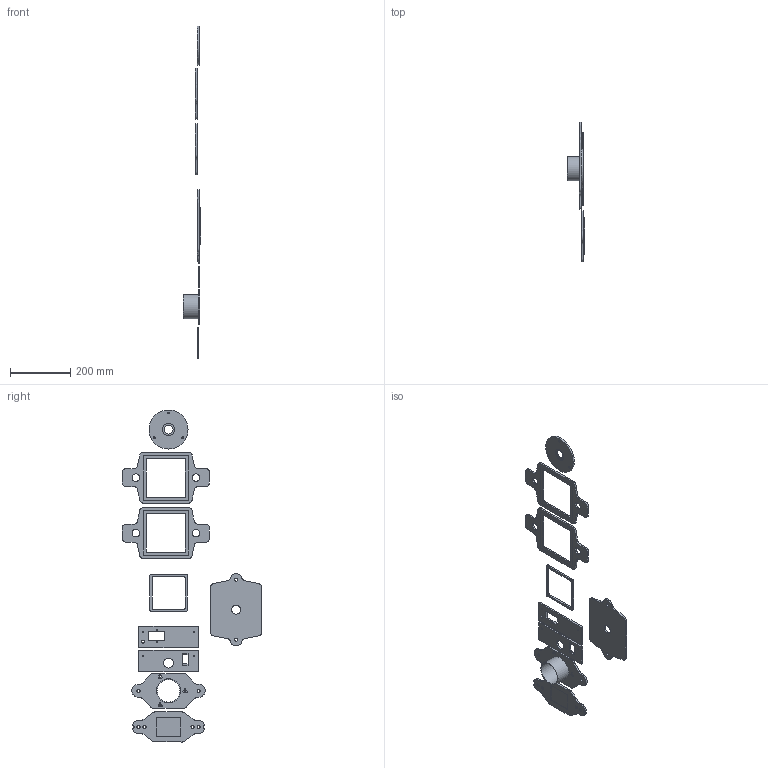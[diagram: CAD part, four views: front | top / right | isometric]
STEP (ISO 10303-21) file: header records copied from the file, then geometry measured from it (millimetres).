
FILE_DESCRIPTION(/* description */ (''),/* implementation_level */ '2;1');
FILE_NAME(/* name */ '3. HPL parts.STEP.step',/* time_stamp */ '2024-08-15T22:05:12+02:00',/* author */ (''),/* organization */ (''),/* preprocessor_version */ 'ST-DEVELOPER v20',/* originating_system */ 'Autodesk Translation Framework v13.14.0.145',/* authorisation */ '');
FILE_SCHEMA (('AUTOMOTIVE_DESIGN { 1 0 10303 214 3 1 1 }'));
Length unit declared in the file: millimetre
Products named in the file (9): Trespa 6mm cut; Kapje front; Kapje back; Nozel holder base v3; Mould holder v3; Nozel holder top v3; Vacuum bed holder v3 frame only; Vacuum plastic frame v3; Vacuum bed holder v3
Assembly tree (9 placements, depth 2):
  Trespa 6mm cut
    Kapje front
    Kapje back
    Nozel holder base v3
    Mould holder v3
    Nozel holder top v3
    Vacuum bed holder v3 frame only
    Vacuum plastic frame v3  x2
    Vacuum bed holder v3
Bounding box: 59.07 x 463.8 x 1105.36 mm (x, y, z)
Volume: 900145.8 mm3; surface area: 386438.9 mm2
Topology: 11 solids, 11 shells, 335 faces, 908 edges, 604 vertices
Faces by surface type: cylinder 173, plane 158, cone 4
Full cylindrical faces by diameter (mm): 4.1 x6, 6.1 x6, 10 x1, 10.5 x8, 25 x4, 30 x2, 32.5 x1, 40.1 x1, 75 x2, 81 x2, 130 x1
Entity records: 9675 total; most frequent: DIRECTION 1714, CARTESIAN_POINT 1611, ORIENTED_EDGE 1564, EDGE_CURVE 782, AXIS2_PLACEMENT_3D 623, VERTEX_POINT 520, LINE 468, VECTOR 468
